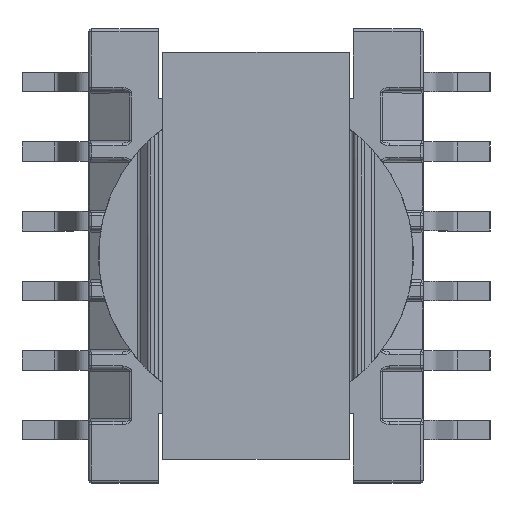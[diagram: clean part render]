
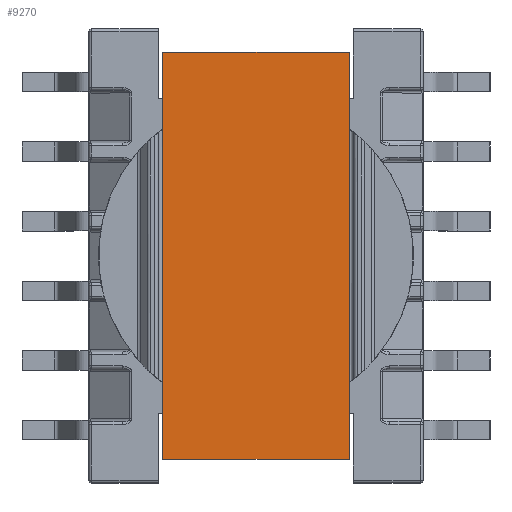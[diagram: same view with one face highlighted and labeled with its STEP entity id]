
A CAD part, top view. The second image highlights one B-rep face of the part: STEP entity #9270.
In plain terms, the highlighted planar face has unit normal (0, 0, 1).
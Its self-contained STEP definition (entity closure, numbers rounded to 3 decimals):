
#880=LINE('',#14587,#1434);
#883=LINE('',#14593,#1437);
#884=LINE('',#14595,#1438);
#885=LINE('',#14597,#1439);
#1434=VECTOR('',#11840,1000.);
#1437=VECTOR('',#11845,1000.);
#1438=VECTOR('',#11846,1000.);
#1439=VECTOR('',#11847,1000.);
#3281=ORIENTED_EDGE('',*,*,#4272,.F.);
#3282=ORIENTED_EDGE('',*,*,#4273,.F.);
#3283=ORIENTED_EDGE('',*,*,#4274,.T.);
#3284=ORIENTED_EDGE('',*,*,#4269,.T.);
#4269=EDGE_CURVE('',#4861,#4859,#880,.T.);
#4272=EDGE_CURVE('',#4863,#4859,#883,.T.);
#4273=EDGE_CURVE('',#4864,#4863,#884,.T.);
#4274=EDGE_CURVE('',#4864,#4861,#885,.T.);
#4859=VERTEX_POINT('',#14585);
#4861=VERTEX_POINT('',#14588);
#4863=VERTEX_POINT('',#14594);
#4864=VERTEX_POINT('',#14596);
#5570=EDGE_LOOP('',(#3281,#3282,#3283,#3284));
#5982=FACE_BOUND('',#5570,.T.);
#6153=PLANE('',#9956);
#9270=ADVANCED_FACE('',(#5982),#6153,.T.);
#9956=AXIS2_PLACEMENT_3D('',#14592,#11843,#11844);
#11840=DIRECTION('',(0.,1.,0.));
#11843=DIRECTION('',(0.,0.,1.));
#11844=DIRECTION('',(1.,0.,0.));
#11845=DIRECTION('',(1.,0.,0.));
#11846=DIRECTION('',(0.,1.,0.));
#11847=DIRECTION('',(1.,0.,0.));
#14585=CARTESIAN_POINT('',(7.3,3.35,4.2));
#14587=CARTESIAN_POINT('',(7.3,-3.35,4.2));
#14588=CARTESIAN_POINT('',(7.3,-3.35,4.2));
#14592=CARTESIAN_POINT('',(-7.3,-3.35,4.2));
#14593=CARTESIAN_POINT('',(-7.3,3.35,4.2));
#14594=CARTESIAN_POINT('',(-7.3,3.35,4.2));
#14595=CARTESIAN_POINT('',(-7.3,-3.35,4.2));
#14596=CARTESIAN_POINT('',(-7.3,-3.35,4.2));
#14597=CARTESIAN_POINT('',(-7.3,-3.35,4.2));
